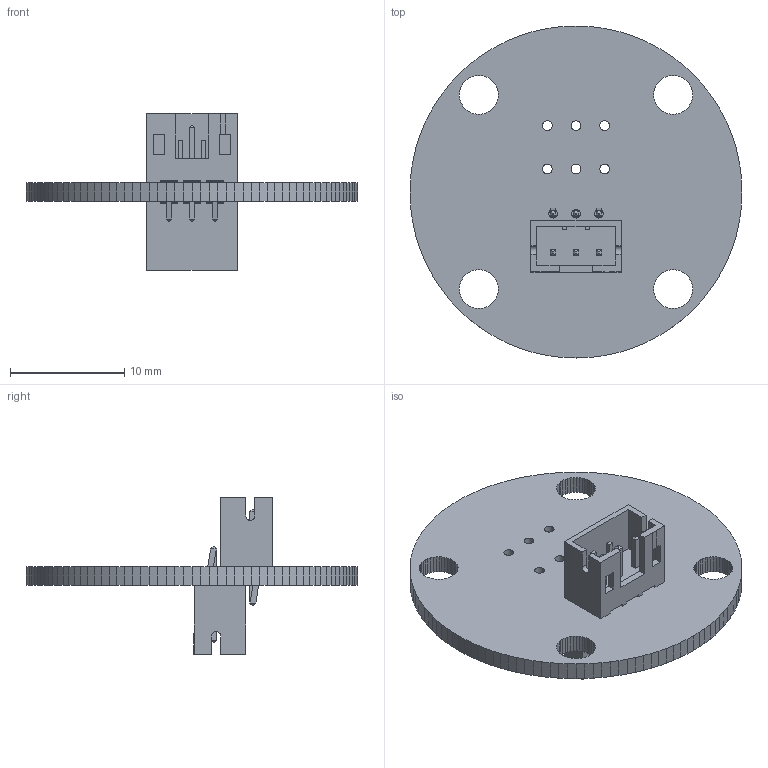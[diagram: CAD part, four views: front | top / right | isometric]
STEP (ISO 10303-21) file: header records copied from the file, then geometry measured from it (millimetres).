
FILE_DESCRIPTION(('KiCad electronic assembly'),'2;1');
FILE_NAME('connect.step','2024-01-29T22:58:10',('Pcbnew'),('Kicad'), 'Open CASCADE STEP processor 7.6','KiCad to STEP converter','Unknown' );
FILE_SCHEMA(('AUTOMOTIVE_DESIGN { 1 0 10303 214 1 1 1 1 }'));
Length unit declared in the file: millimetre
Products named in the file (4): connect 1; JST_PH_B3B-PH-K_1x03_P2.00mm_Vertical; SOLID; PCB
Assembly tree (4 placements, depth 3):
  connect 1
    JST_PH_B3B-PH-K_1x03_P2.00mm_Vertical  x2
      SOLID
    PCB
Bounding box: 29 x 29 x 13.68 mm (x, y, z)
Volume: 1190.1 mm3; surface area: 2152.2 mm2
Topology: 3 solids, 3 shells, 540 faces, 1540 edges, 1016 vertices
Faces by surface type: plane 524, cylinder 16
Full cylindrical faces by diameter (mm): 0.75 x6, 0.85 x6
Entity records: 30376 total; most frequent: CARTESIAN_POINT 5020, DIRECTION 4493, LINE 3586, VECTOR 3586, ORIENTED_EDGE 2428, PCURVE 2428, DEFINITIONAL_REPRESENTATION 2428, EDGE_CURVE 1214
